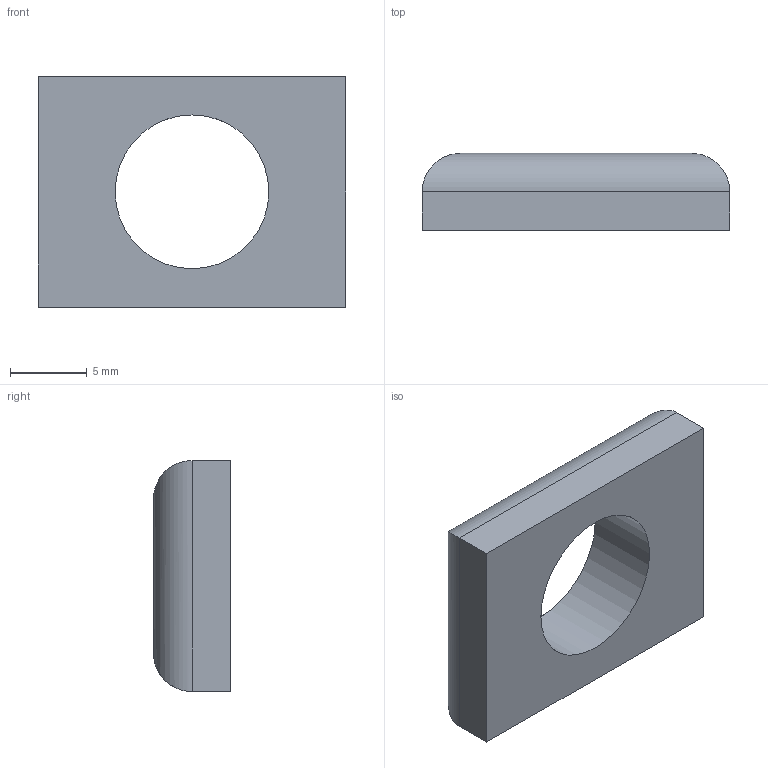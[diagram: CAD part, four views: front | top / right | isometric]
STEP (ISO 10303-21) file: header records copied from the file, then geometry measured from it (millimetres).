
FILE_DESCRIPTION(/* description */ (''),/* implementation_level */ '2;1');
FILE_NAME(/* name */ '118539_1dff9cf9_6.stp',/* time_stamp */ '2021-02-18T10:26:42+00:00',/* author */ (''),/* organization */ (''),/* preprocessor_version */ 'ST-DEVELOPER v18.1',/* originating_system */ 'ColorSegmentExtractor',/* authorisation */ '');
FILE_SCHEMA (('AUTOMOTIVE_DESIGN { 1 0 10303 214 3 1 1 }'));
Length unit declared in the file: centimetre
Products named in the file (1): 118539_1dff9cf9_6
Bounding box: 20 x 5 x 15.03 mm (x, y, z)
Volume: 806.7 mm3; surface area: 571.6 mm2
Topology: 1 solids, 1 shells, 12 faces, 33 edges, 20 vertices
Faces by surface type: plane 7, cylinder 5
Full cylindrical faces by diameter (mm): 10 x1
Entity records: 506 total; most frequent: CARTESIAN_POINT 72, DIRECTION 62, ORIENTED_EDGE 58, EDGE_CURVE 29, AXIS2_PLACEMENT_3D 21, LINE 20, VECTOR 20, VERTEX_POINT 18
